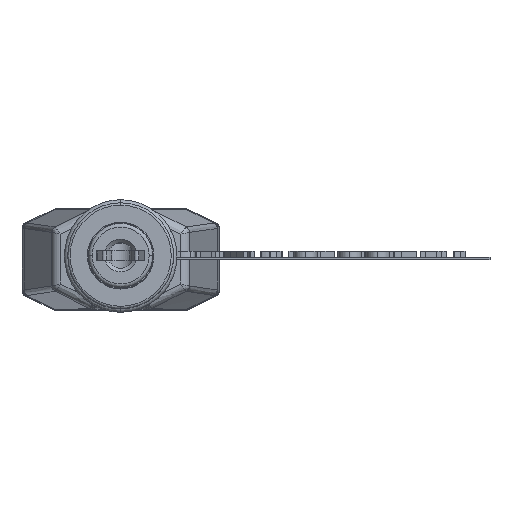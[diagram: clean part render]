
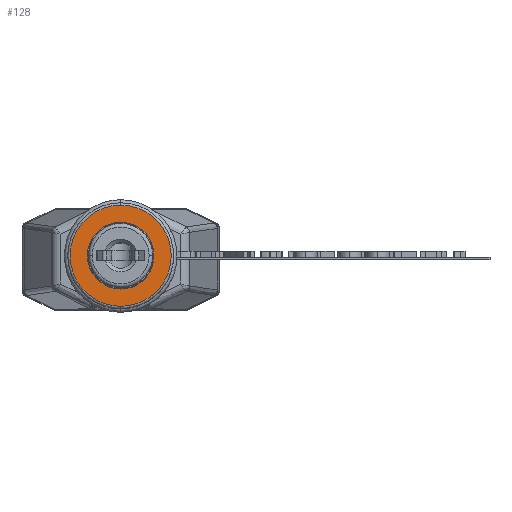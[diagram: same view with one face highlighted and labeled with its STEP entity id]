
A CAD part, top view. The second image highlights one B-rep face of the part: STEP entity #128.
In plain terms, the highlighted face is planar.
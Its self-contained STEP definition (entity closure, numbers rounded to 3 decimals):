
#128 = ADVANCED_FACE ( 'NONE', ( #45451, #35323 ), #16261, .T. ) ;
#240 = VERTEX_POINT ( 'NONE', #39720 ) ;
#513 = EDGE_CURVE ( 'NONE', #240, #39414, #27389, .T. ) ;
#2982 = EDGE_CURVE ( 'NONE', #48818, #10546, #36610, .T. ) ;
#3504 = DIRECTION ( 'NONE',  ( 0., 1., 0. ) ) ;
#5240 = CARTESIAN_POINT ( 'NONE',  ( 0., 26., 0. ) ) ;
#8259 = CARTESIAN_POINT ( 'NONE',  ( 0., 26., -4.175 ) ) ;
#9044 = DIRECTION ( 'NONE',  ( 0., 0., 1. ) ) ;
#9727 = EDGE_CURVE ( 'NONE', #39414, #240, #42984, .T. ) ;
#9873 = CARTESIAN_POINT ( 'NONE',  ( 0., 26., 2.75 ) ) ;
#10546 = VERTEX_POINT ( 'NONE', #8259 ) ;
#11254 = ORIENTED_EDGE ( 'NONE', *, *, #18523, .T. ) ;
#13404 = CIRCLE ( 'NONE', #14496, 4.175 ) ;
#14496 = AXIS2_PLACEMENT_3D ( 'NONE', #5240, #32131, #9044 ) ;
#16261 = PLANE ( 'NONE',  #38114 ) ;
#17099 = EDGE_LOOP ( 'NONE', ( #28480, #27459 ) ) ;
#18020 = CARTESIAN_POINT ( 'NONE',  ( 0., 26., 0. ) ) ;
#18523 = EDGE_CURVE ( 'NONE', #10546, #48818, #13404, .T. ) ;
#20326 = CARTESIAN_POINT ( 'NONE',  ( 0., 26., 0. ) ) ;
#21848 = DIRECTION ( 'NONE',  ( 0., 0., 1. ) ) ;
#22574 = CARTESIAN_POINT ( 'NONE',  ( 0., 26., 0. ) ) ;
#24181 = DIRECTION ( 'NONE',  ( 0., 0., 1. ) ) ;
#24929 = AXIS2_PLACEMENT_3D ( 'NONE', #26514, #3504, #30420 ) ;
#26478 = DIRECTION ( 'NONE',  ( 0., 0., 1. ) ) ;
#26514 = CARTESIAN_POINT ( 'NONE',  ( 0., 26., 0. ) ) ;
#27389 = CIRCLE ( 'NONE', #24929, 2.75 ) ;
#27459 = ORIENTED_EDGE ( 'NONE', *, *, #513, .F. ) ;
#28480 = ORIENTED_EDGE ( 'NONE', *, *, #9727, .F. ) ;
#30420 = DIRECTION ( 'NONE',  ( 0., 0., 1. ) ) ;
#32131 = DIRECTION ( 'NONE',  ( 0., 1., 0. ) ) ;
#32764 = AXIS2_PLACEMENT_3D ( 'NONE', #18020, #44866, #21848 ) ;
#33976 = ORIENTED_EDGE ( 'NONE', *, *, #2982, .T. ) ;
#35323 = FACE_OUTER_BOUND ( 'NONE', #41106, .T. ) ;
#36610 = CIRCLE ( 'NONE', #32764, 4.175 ) ;
#38114 = AXIS2_PLACEMENT_3D ( 'NONE', #20326, #47157, #24181 ) ;
#38204 = CARTESIAN_POINT ( 'NONE',  ( 0., 26., 4.175 ) ) ;
#39414 = VERTEX_POINT ( 'NONE', #9873 ) ;
#39720 = CARTESIAN_POINT ( 'NONE',  ( 0., 26., -2.75 ) ) ;
#41106 = EDGE_LOOP ( 'NONE', ( #33976, #11254 ) ) ;
#42227 = AXIS2_PLACEMENT_3D ( 'NONE', #22574, #49420, #26478 ) ;
#42984 = CIRCLE ( 'NONE', #42227, 2.75 ) ;
#44866 = DIRECTION ( 'NONE',  ( 0., 1., 0. ) ) ;
#45451 = FACE_BOUND ( 'NONE', #17099, .T. ) ;
#47157 = DIRECTION ( 'NONE',  ( 0., 1., 0. ) ) ;
#48818 = VERTEX_POINT ( 'NONE', #38204 ) ;
#49420 = DIRECTION ( 'NONE',  ( 0., 1., 0. ) ) ;
